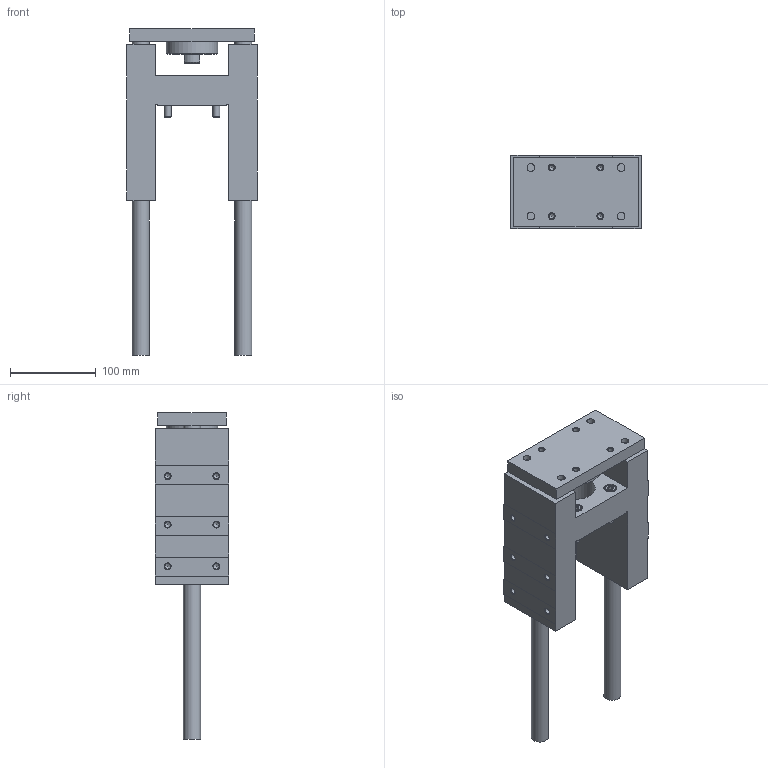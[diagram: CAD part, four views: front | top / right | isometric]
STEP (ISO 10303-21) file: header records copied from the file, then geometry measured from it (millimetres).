
FILE_DESCRIPTION(/* description */ ('STEP AP214'),/* implementation_level */ '2;1');
FILE_NAME(/* name */ '34515_FENG-63-160-KF',/* time_stamp */ '2024-08-28T13:23:38+02:00',/* author */ ('License CC BY-ND 4.0'),/* organization */ ('CADENAS'),/* preprocessor_version */ 'ST-DEVELOPER v19.3',/* originating_system */ 'PARTsolutions',/* authorisation */ ' ');
FILE_SCHEMA (('AUTOMOTIVE_DESIGN {1 0 10303 214 3 1 1}'));
Length unit declared in the file: millimetre
Products named in the file (4): 34515 FENG-63-160-KF---(asm_0); 34515 FENG-63-KF---(GK); 34515 FENG-63-160-KF---(JS); DIN-912 - M8x40(F)
Assembly tree (6 placements, depth 2):
  34515 FENG-63-160-KF---(asm_0)
    34515 FENG-63-KF---(GK)
    34515 FENG-63-160-KF---(JS)
    DIN-912 - M8x40(F)  x4
Bounding box: 152 x 85 x 380 mm (x, y, z)
Volume: 1525409.1 mm3; surface area: 234311.5 mm2
Topology: 6 solids, 6 shells, 252 faces, 551 edges, 328 vertices
Faces by surface type: plane 115, cone 84, cylinder 53
Full cylindrical faces by diameter (mm): 6.647 x18, 8 x4, 9 x8, 13 x4, 14.376 x1, 15 x8, 20 x4, 45 x1, 60 x1
Entity records: 4377 total; most frequent: DIRECTION 758, CARTESIAN_POINT 732, ORIENTED_EDGE 564, FACE_BOUND 313, AXIS2_PLACEMENT_3D 311, EDGE_LOOP 298, EDGE_CURVE 282, VERTEX_POINT 235
